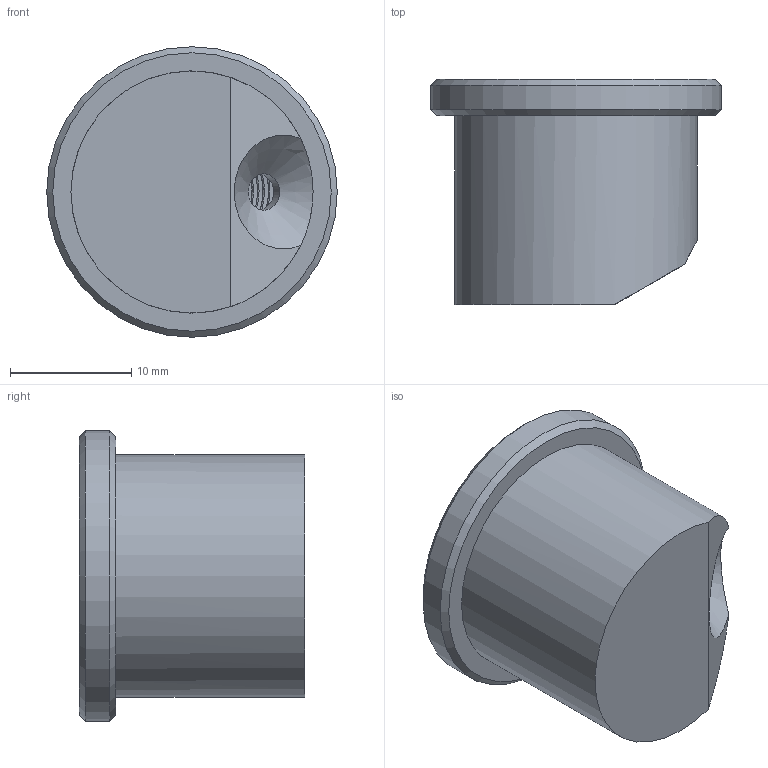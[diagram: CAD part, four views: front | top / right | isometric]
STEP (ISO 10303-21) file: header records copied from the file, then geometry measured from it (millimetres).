
FILE_DESCRIPTION(/* description */ (''),/* implementation_level */ '2;1');
FILE_NAME(/* name */ 'Container Funnel Feed v6.step',/* time_stamp */ '2024-09-23T12:18:30+01:00',/* author */ (''),/* organization */ (''),/* preprocessor_version */ 'ST-DEVELOPER v20',/* originating_system */ 'Autodesk Translation Framework v13.20.0.188',/* authorisation */ '');
FILE_SCHEMA (('AUTOMOTIVE_DESIGN { 1 0 10303 214 3 1 1 }'));
Length unit declared in the file: millimetre
Products named in the file (1): Container Funnel Feed
Bounding box: 24 x 18.6 x 24 mm (x, y, z)
Volume: 4586 mm3; surface area: 2534.4 mm2
Topology: 1 solids, 1 shells, 35 faces, 87 edges, 56 vertices
Faces by surface type: cylinder 13, bspline 12, plane 6, cone 4
Full cylindrical faces by diameter (mm): 3 x1, 9.728 x6, 20 x1, 24 x1
Entity records: 4542 total; most frequent: CARTESIAN_POINT 3795, ORIENTED_EDGE 174, DIRECTION 106, EDGE_CURVE 87, VERTEX_POINT 56, B_SPLINE_CURVE_WITH_KNOTS 47, AXIS2_PLACEMENT_3D 42, EDGE_LOOP 39
